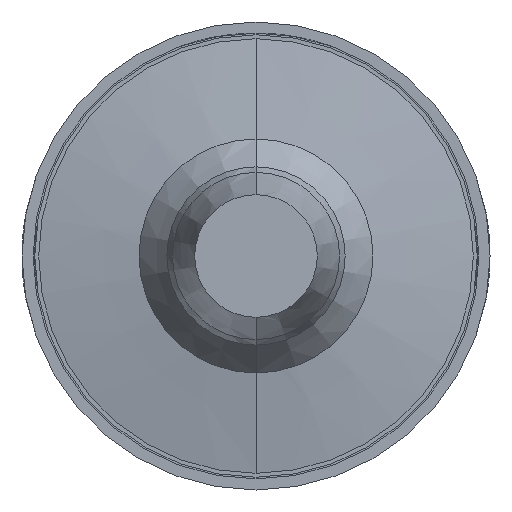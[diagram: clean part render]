
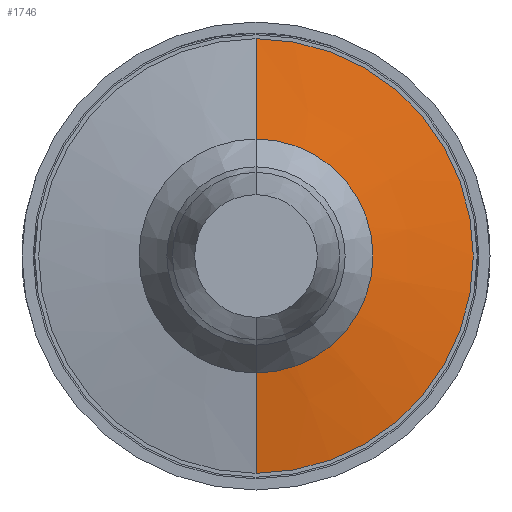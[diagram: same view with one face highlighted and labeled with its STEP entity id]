
A CAD part, front view. The second image highlights one B-rep face of the part: STEP entity #1746.
In plain terms, the highlighted conical face has half-angle 80.134 degrees and reference radius 0.8 mm.
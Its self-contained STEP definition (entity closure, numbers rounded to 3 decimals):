
#328 = VERTEX_POINT ( 'NONE', #483 ) ;
#483 = CARTESIAN_POINT ( 'NONE',  ( 0., -29.7, -1.95 ) ) ;
#535 = VECTOR ( 'NONE', #3197, 1000. ) ;
#587 = AXIS2_PLACEMENT_3D ( 'NONE', #4171, #4682, #5665 ) ;
#627 = LINE ( 'NONE', #4341, #5662 ) ;
#1007 = ORIENTED_EDGE ( 'NONE', *, *, #5647, .F. ) ;
#1404 = ORIENTED_EDGE ( 'NONE', *, *, #2761, .F. ) ;
#1746 = ADVANCED_FACE ( 'Defeature ausgef�hrt1_33', ( #2108 ), #5495, .T. ) ;
#1750 = CARTESIAN_POINT ( 'NONE',  ( 0., -29.9, 0.8 ) ) ;
#1969 = AXIS2_PLACEMENT_3D ( 'NONE', #3367, #2397, #5950 ) ;
#2108 = FACE_OUTER_BOUND ( 'NONE', #5577, .T. ) ;
#2249 = CIRCLE ( 'NONE', #587, 1.95 ) ;
#2397 = DIRECTION ( 'NONE',  ( 0., 1., 0. ) ) ;
#2519 = VERTEX_POINT ( 'NONE', #4842 ) ;
#2740 = EDGE_CURVE ( 'Defeature ausgef�hrt1_33+Defeature ausgef�hrt1_34+Defeature ausgef�hrt1_34+Defeature ausgef�hrt1_34', #328, #5785, #2249, .T. ) ;
#2761 = EDGE_CURVE ( 'NONE', #5536, #5785, #5913, .T. ) ;
#3008 = AXIS2_PLACEMENT_3D ( 'NONE', #6233, #3343, #3301 ) ;
#3197 = DIRECTION ( 'NONE',  ( 0., 0.171, 0.985 ) ) ;
#3301 = DIRECTION ( 'NONE',  ( 0., 0., -1. ) ) ;
#3343 = DIRECTION ( 'NONE',  ( 0., -1., 0. ) ) ;
#3367 = CARTESIAN_POINT ( 'NONE',  ( 0., -29.9, 0. ) ) ;
#3590 = CIRCLE ( 'NONE', #3008, 0.8 ) ;
#3850 = DIRECTION ( 'NONE',  ( 0., 0.171, -0.985 ) ) ;
#4026 = CARTESIAN_POINT ( 'NONE',  ( 0., -29.9, 0.8 ) ) ;
#4171 = CARTESIAN_POINT ( 'NONE',  ( 0., -29.7, 0. ) ) ;
#4222 = ORIENTED_EDGE ( 'NONE', *, *, #2740, .T. ) ;
#4341 = CARTESIAN_POINT ( 'NONE',  ( 0., -29.9, -0.8 ) ) ;
#4406 = CARTESIAN_POINT ( 'NONE',  ( 0., -29.7, 1.95 ) ) ;
#4682 = DIRECTION ( 'NONE',  ( 0., -1., 0. ) ) ;
#4842 = CARTESIAN_POINT ( 'NONE',  ( 0., -29.9, -0.8 ) ) ;
#5495 = CONICAL_SURFACE ( 'NONE', #1969, 0.8, 1.399 ) ;
#5536 = VERTEX_POINT ( 'NONE', #4026 ) ;
#5577 = EDGE_LOOP ( 'NONE', ( #1007, #6156, #4222, #1404 ) ) ;
#5647 = EDGE_CURVE ( 'Defeature ausgef�hrt1_32+Defeature ausgef�hrt1_33+Defeature ausgef�hrt1_33+Defeature ausgef�hrt1_33', #2519, #5536, #3590, .T. ) ;
#5662 = VECTOR ( 'NONE', #3850, 1000. ) ;
#5665 = DIRECTION ( 'NONE',  ( 0., 0., -1. ) ) ;
#5785 = VERTEX_POINT ( 'NONE', #4406 ) ;
#5913 = LINE ( 'NONE', #1750, #535 ) ;
#5950 = DIRECTION ( 'NONE',  ( 0., 0., 1. ) ) ;
#6147 = EDGE_CURVE ( 'NONE', #2519, #328, #627, .T. ) ;
#6156 = ORIENTED_EDGE ( 'NONE', *, *, #6147, .T. ) ;
#6233 = CARTESIAN_POINT ( 'NONE',  ( 0., -29.9, 0. ) ) ;
